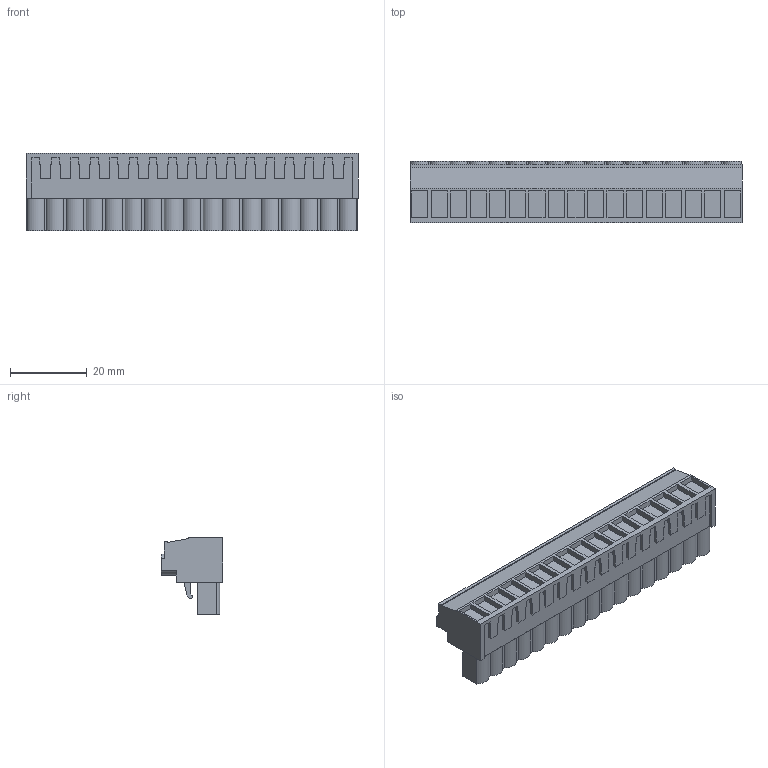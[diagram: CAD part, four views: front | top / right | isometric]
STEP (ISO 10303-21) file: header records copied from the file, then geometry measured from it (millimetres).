
FILE_DESCRIPTION(('CATIA V5 STEP','CAx-IF Rec.Pracs.--- Model Styling and Organization---1.2---2011-12-15'),'2;1');
FILE_NAME ('D1459904_0_1943960000_1943960000.stp','2017-05-22T12:39:04+00:00',('none'),('Weidmueller'),'CATIA Version 5-6 Release 2014','CATIA V5 STEP AP214','none');
FILE_SCHEMA(('AUTOMOTIVE_DESIGN { 1 0 10303 214 1 1 1 1 }'));
Length unit declared in the file: millimetre
Products named in the file (1): 1943960000
Bounding box: 86.36 x 16.1 x 20.05 mm (x, y, z)
Volume: 16049.8 mm3; surface area: 10063.7 mm2
Topology: 18 solids, 18 shells, 1128 faces, 3191 edges, 2168 vertices
Faces by surface type: plane 971, cylinder 157
Entity records: 34018 total; most frequent: ORIENTED_EDGE 6382, CARTESIAN_POINT 6222, DIRECTION 4628, EDGE_CURVE 3191, VECTOR 2809, LINE 2809, VERTEX_POINT 2168, EDGE_LOOP 1197
